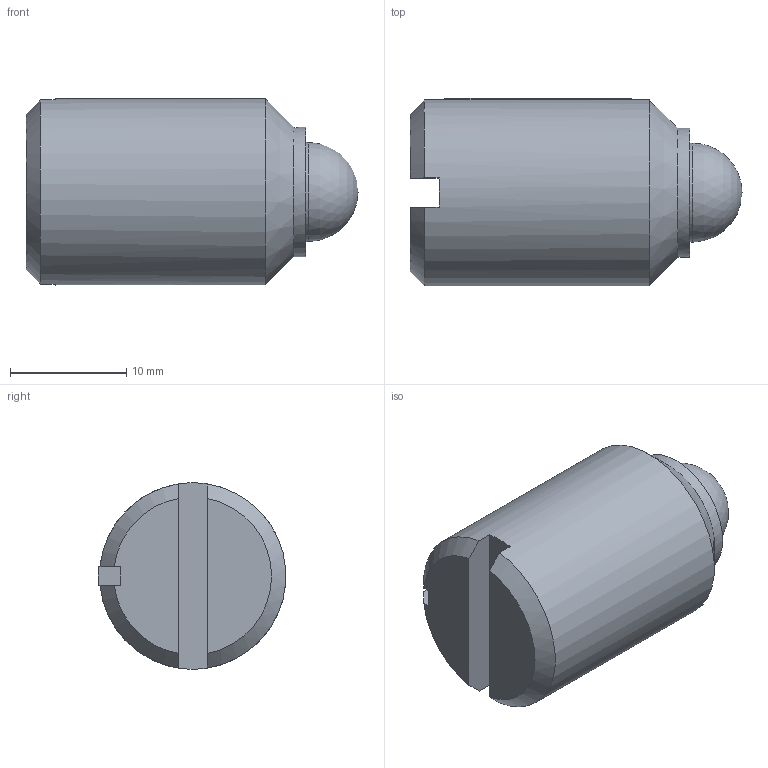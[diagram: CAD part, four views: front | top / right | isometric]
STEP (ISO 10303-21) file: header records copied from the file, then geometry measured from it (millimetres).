
FILE_DESCRIPTION( ( 'STEP AP214' ), '1' );
FILE_NAME( 'K0324.2160.stp', '2020-12-02T15:55:48', ( '' ), ( '' ), ' ', 'PARTsolutions', ' ' );
FILE_SCHEMA( ( 'AUTOMOTIVE_DESIGN { 1 0 10303 214 1 1 1 1 }' ) );
Length unit declared in the file: millimetre
Products named in the file (1): _K0324.2160
Bounding box: 28.5 x 16.08 x 15.98 mm (x, y, z)
Volume: 4434 mm3; surface area: 1830.2 mm2
Topology: 1 solids, 2 shells, 29 faces, 70 edges, 45 vertices
Faces by surface type: plane 19, cone 5, cylinder 4, sphere 1
Full cylindrical faces by diameter (mm): 8.48 x1, 8.5 x1, 11.1 x1
Entity records: 1007 total; most frequent: CARTESIAN_POINT 158, DIRECTION 123, ORIENTED_EDGE 118, EDGE_CURVE 59, AXIS2_PLACEMENT_3D 44, VERTEX_POINT 41, LINE 35, VECTOR 35
